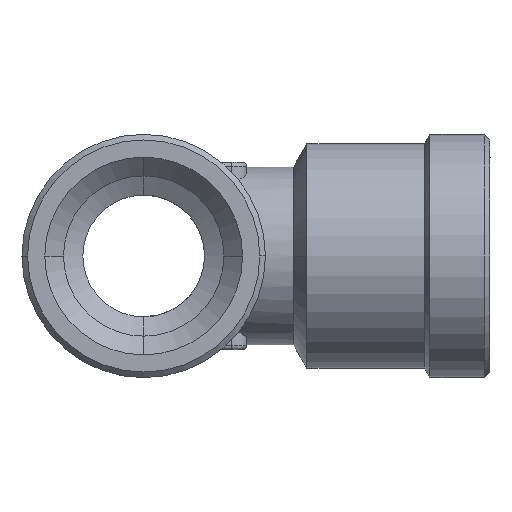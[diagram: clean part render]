
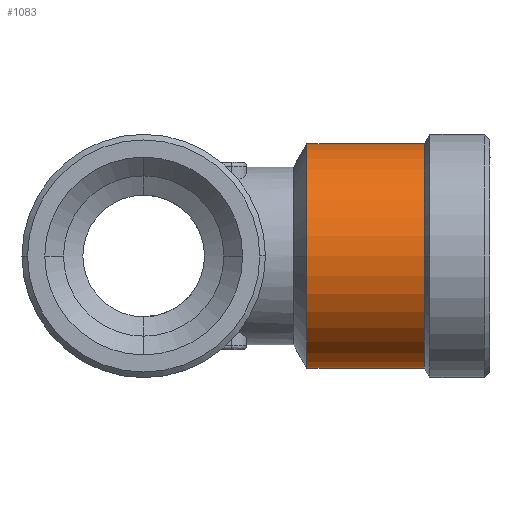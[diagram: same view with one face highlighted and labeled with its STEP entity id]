
A CAD part, left-side view. The second image highlights one B-rep face of the part: STEP entity #1083.
In plain terms, the highlighted cylindrical face has radius 6 mm (diameter 12 mm), a partial arc.
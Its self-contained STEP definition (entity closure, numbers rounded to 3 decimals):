
#1083=ADVANCED_FACE('NONE',(#2249),#2250,.T.);
#2249=FACE_OUTER_BOUND('',#5239,.T.);
#2250=CYLINDRICAL_SURFACE('',#5240,6.0);
#5239=EDGE_LOOP('',(#8203,#8204,#8205,#8206,#8207,#8208));
#5240=AXIS2_PLACEMENT_3D('',#8209,#8210,#8211);
#8203=ORIENTED_EDGE('',*,*,#9023,.F.);
#8204=ORIENTED_EDGE('',*,*,#9875,.T.);
#8205=ORIENTED_EDGE('',*,*,#10070,.T.);
#8206=ORIENTED_EDGE('',*,*,#9026,.T.);
#8207=ORIENTED_EDGE('',*,*,#10322,.F.);
#8208=ORIENTED_EDGE('',*,*,#9651,.F.);
#8209=CARTESIAN_POINT('',(0.,-11.861,0.0));
#8210=DIRECTION('',(0.0,-1.0,0.0));
#8211=DIRECTION('',(0.0,0.0,1.0));
#9023=EDGE_CURVE('NONE',#10511,#10576,#10577,.T.);
#9026=EDGE_CURVE('NONE',#10582,#10580,#10583,.T.);
#9651=EDGE_CURVE('NONE',#10576,#11620,#11623,.T.);
#9875=EDGE_CURVE('NONE',#10511,#11945,#11947,.T.);
#10070=EDGE_CURVE('NONE',#11945,#10582,#12217,.T.);
#10322=EDGE_CURVE('NONE',#11620,#10580,#12528,.T.);
#10511=VERTEX_POINT('NONE',#12741);
#10576=VERTEX_POINT('NONE',#12850);
#10577=LINE('',#12851,#12852);
#10580=VERTEX_POINT('NONE',#12855);
#10582=VERTEX_POINT('NONE',#12857);
#10583=LINE('',#12858,#12859);
#11620=VERTEX_POINT('NONE',#15192);
#11623=CIRCLE('',#15197,6.);
#11945=VERTEX_POINT('',#15869);
#11947=CIRCLE('',#15872,6.0);
#12217=CIRCLE('',#16495,6.0);
#12528=CIRCLE('',#17191,6.);
#12741=CARTESIAN_POINT('',(0.,-15.,-6.));
#12850=CARTESIAN_POINT('',(0.,-8.722,-6.));
#12851=CARTESIAN_POINT('',(0.,-11.861,-6.0));
#12852=VECTOR('',#17595,1000.0);
#12855=CARTESIAN_POINT('',(0.,-8.722,6.));
#12857=CARTESIAN_POINT('',(0.,-15.,6.));
#12858=CARTESIAN_POINT('',(0.,-11.861,6.0));
#12859=VECTOR('',#17602,1000.0);
#15192=CARTESIAN_POINT('',(-6.,-8.722,0.));
#15197=AXIS2_PLACEMENT_3D('',#18014,#18015,#18016);
#15869=CARTESIAN_POINT('',(-6.,-15.0,0.));
#15872=AXIS2_PLACEMENT_3D('',#18143,#18144,#18145);
#16495=AXIS2_PLACEMENT_3D('',#18267,#18268,#18269);
#17191=AXIS2_PLACEMENT_3D('',#18421,#18422,#18423);
#17595=DIRECTION('',(0.0,1.0,0.0));
#17602=DIRECTION('',(0.0,1.0,0.0));
#18014=CARTESIAN_POINT('',(0.,-8.722,0.0));
#18015=DIRECTION('',(0.,1.0,0.));
#18016=DIRECTION('',(0.,0.,1.0));
#18143=CARTESIAN_POINT('',(0.,-15.0,0.0));
#18144=DIRECTION('',(0.0,1.0,0.0));
#18145=DIRECTION('',(0.0,0.0,1.0));
#18267=CARTESIAN_POINT('',(0.,-15.0,0.0));
#18268=DIRECTION('',(0.0,1.0,0.0));
#18269=DIRECTION('',(0.0,0.0,1.0));
#18421=CARTESIAN_POINT('',(0.,-8.722,0.0));
#18422=DIRECTION('',(0.,1.0,0.));
#18423=DIRECTION('',(0.,0.,1.0));
